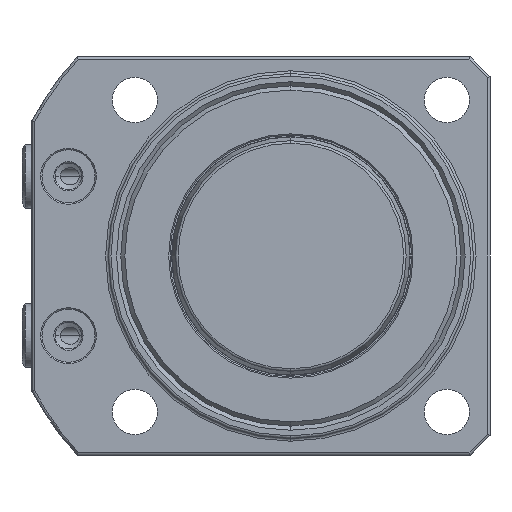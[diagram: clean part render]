
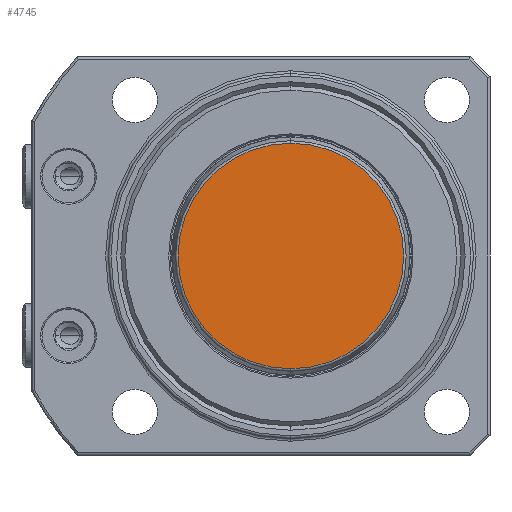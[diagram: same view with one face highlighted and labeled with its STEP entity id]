
A CAD part, front view. The second image highlights one B-rep face of the part: STEP entity #4745.
In plain terms, the highlighted planar face has unit normal (0, -1, 0).
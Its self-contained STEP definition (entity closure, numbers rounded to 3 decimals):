
#422 = ORIENTED_EDGE ( 'NONE', *, *, #4854, .T. ) ;
#424 = ORIENTED_EDGE ( 'NONE', *, *, #4864, .T. ) ;
#885 = AXIS2_PLACEMENT_3D ( 'NONE', #4545, #4546, #4547 ) ;
#892 = AXIS2_PLACEMENT_3D ( 'NONE', #4515, #4516, #4517 ) ;
#1133 = AXIS2_PLACEMENT_3D ( 'NONE', #5211, #5212, #5213 ) ;
#1136 = FACE_OUTER_BOUND ( 'NONE', #3989, .T. ) ;
#1902 = CARTESIAN_POINT ( 'NONE',  ( 0., -2., 16.992 ) ) ;
#1919 = CARTESIAN_POINT ( 'NONE',  ( 0., -2., -16.992 ) ) ;
#3989 = EDGE_LOOP ( 'NONE', ( #424, #422 ) ) ;
#4152 = CIRCLE ( 'NONE', #885, 16.992 ) ;
#4282 = CIRCLE ( 'NONE', #892, 16.992 ) ;
#4515 = CARTESIAN_POINT ( 'NONE',  ( 0., -2., 0. ) ) ;
#4516 = DIRECTION ( 'NONE',  ( 0., -1., 0. ) ) ;
#4517 = DIRECTION ( 'NONE',  ( 0., 0., 1. ) ) ;
#4545 = CARTESIAN_POINT ( 'NONE',  ( 0., -2., 0. ) ) ;
#4546 = DIRECTION ( 'NONE',  ( 0., -1., 0. ) ) ;
#4547 = DIRECTION ( 'NONE',  ( 0., 0., 1. ) ) ;
#4745 = ADVANCED_FACE ( 'NONE', ( #1136 ), #5210, .F. ) ;
#4854 = EDGE_CURVE ( 'NONE', #5597, #5580, #4282, .T. ) ;
#4864 = EDGE_CURVE ( 'NONE', #5580, #5597, #4152, .T. ) ;
#5210 = PLANE ( 'NONE',  #1133 ) ;
#5211 = CARTESIAN_POINT ( 'NONE',  ( 17.272, -2., 0. ) ) ;
#5212 = DIRECTION ( 'NONE',  ( 0., 1., 0. ) ) ;
#5213 = DIRECTION ( 'NONE',  ( 0., 0., 1. ) ) ;
#5580 = VERTEX_POINT ( 'NONE', #1902 ) ;
#5597 = VERTEX_POINT ( 'NONE', #1919 ) ;
